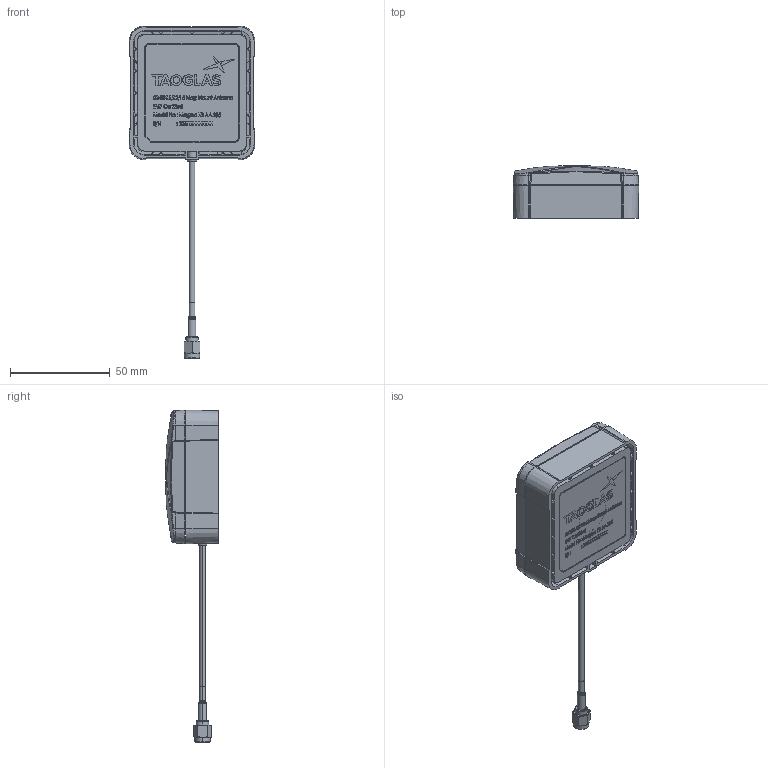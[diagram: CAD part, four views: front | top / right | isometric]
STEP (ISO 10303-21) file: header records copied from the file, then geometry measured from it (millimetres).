
FILE_DESCRIPTION (( 'STEP AP214' ), '1' );
FILE_NAME ('AA.205.151111_Web.STEP', '2025-02-27T06:30:30', ( '' ), ( '' ), 'SwSTEP 2.0', 'SolidWorks 2022', '' );
FILE_SCHEMA (( 'AUTOMOTIVE_DESIGN' ));
Length unit declared in the file: millimetre
Products named in the file (1): AA.205.151111_Web
Bounding box: 63.19 x 26.5 x 166.8 mm (x, y, z)
Surface area: 24291.3 mm2 (no closed solid volume)
Topology: 0 solids, 99 shells, 462 faces, 2994 edges, 2627 vertices
Faces by surface type: plane 306, bspline 60, cylinder 51, cone 30, torus 15
Entity records: 39614 total; most frequent: CARTESIAN_POINT 16211, ORIENTED_EDGE 3754, EDGE_CURVE 2992, VERTEX_POINT 2627, DIRECTION 2185, B_SPLINE_CURVE_WITH_KNOTS 1745, LINE 1015, VECTOR 1015
